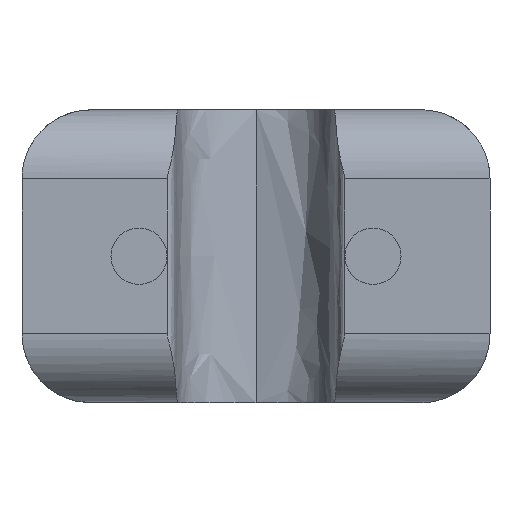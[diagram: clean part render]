
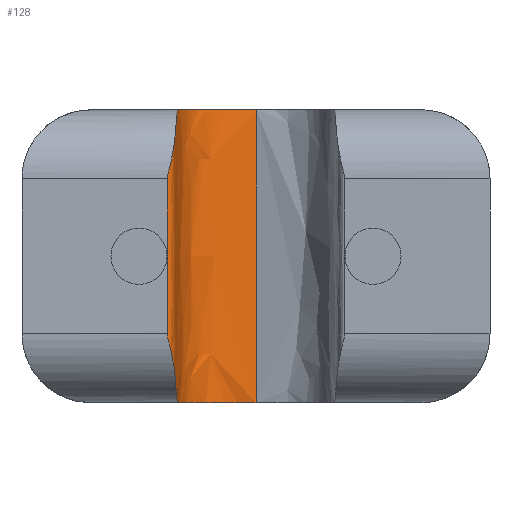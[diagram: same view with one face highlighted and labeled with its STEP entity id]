
A CAD part, front view. The second image highlights one B-rep face of the part: STEP entity #128.
In plain terms, the highlighted free-form (B-spline) face has degree [3, 1] with [4, 2] control points.
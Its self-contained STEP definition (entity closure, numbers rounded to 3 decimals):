
#128=ADVANCED_FACE('',(#246),#247,.F.);
#246=FACE_OUTER_BOUND('',#422,.T.);
#247=B_SPLINE_SURFACE_WITH_KNOTS('',3,1,((#423,#424),(#425,#426),(#427,#428),(#429,#430)),.UNSPECIFIED.,.F.,.F.,.F.,(4,4),(2,2),(0.0,1.0),(0.0,1.0),.UNSPECIFIED.);
#422=EDGE_LOOP('',(#761,#762,#763,#764,#765,#766,#767));
#423=CARTESIAN_POINT('',(-2.54,1.52,0.0));
#424=CARTESIAN_POINT('',(-2.54,1.52,3.18));
#425=CARTESIAN_POINT('',(-3.751,1.491,0.0));
#426=CARTESIAN_POINT('',(-3.751,1.491,3.18));
#427=CARTESIAN_POINT('',(-3.234,0.039,0.0));
#428=CARTESIAN_POINT('',(-3.234,0.039,3.18));
#429=CARTESIAN_POINT('',(-3.505,0.,0.0));
#430=CARTESIAN_POINT('',(-3.505,0.,3.18));
#761=ORIENTED_EDGE('',*,*,#1290,.T.);
#762=ORIENTED_EDGE('',*,*,#1275,.F.);
#763=ORIENTED_EDGE('',*,*,#1318,.T.);
#764=ORIENTED_EDGE('',*,*,#1272,.T.);
#765=ORIENTED_EDGE('',*,*,#1292,.T.);
#766=ORIENTED_EDGE('',*,*,#1287,.F.);
#767=ORIENTED_EDGE('',*,*,#1285,.F.);
#1272=EDGE_CURVE('',#1498,#1509,#1511,.T.);
#1275=EDGE_CURVE('',#1515,#1517,#1518,.T.);
#1285=EDGE_CURVE('',#1531,#1483,#1533,.T.);
#1287=EDGE_CURVE('',#1483,#1535,#1536,.T.);
#1290=EDGE_CURVE('',#1531,#1517,#1540,.T.);
#1292=EDGE_CURVE('',#1509,#1535,#1542,.T.);
#1318=EDGE_CURVE('',#1515,#1498,#1576,.T.);
#1483=VERTEX_POINT('',#1845);
#1498=VERTEX_POINT('',#1867);
#1509=VERTEX_POINT('',#1885);
#1511=B_SPLINE_CURVE_WITH_KNOTS('',3,(#1888,#1889,#1890,#1891),.UNSPECIFIED.,.F.,.F.,(4,4),(0.0,0.506),.UNSPECIFIED.);
#1515=VERTEX_POINT('',#1896);
#1517=VERTEX_POINT('',#1901);
#1518=B_SPLINE_CURVE_WITH_KNOTS('',3,(#1902,#1903,#1904,#1905),.UNSPECIFIED.,.F.,.F.,(4,4),(0.0,0.506),.UNSPECIFIED.);
#1531=VERTEX_POINT('',#1968);
#1533=LINE('',#1971,#1972);
#1535=VERTEX_POINT('',#1974);
#1536=LINE('',#1975,#1976);
#1540=B_SPLINE_CURVE_WITH_KNOTS('',3,(#1982,#1983,#1984,#1985,#1986,#1987,#1988,#1989,#1990,#1991,#1992,#1993,#1994,#1995),.UNSPECIFIED.,.F.,.F.,(4,2,2,2,2,2,4),(0.,0.,0.,0.,0.001,0.001,0.001),.UNSPECIFIED.);
#1542=B_SPLINE_CURVE_WITH_KNOTS('',3,(#2007,#2008,#2009,#2010,#2011,#2012,#2013,#2014,#2015,#2016,#2017,#2018,#2019,#2020),.UNSPECIFIED.,.F.,.F.,(4,2,2,2,2,2,4),(0.,0.,0.001,0.001,0.001,0.001,0.001),.UNSPECIFIED.);
#1576=LINE('',#2074,#2075);
#1845=CARTESIAN_POINT('',(-3.505,0.,1.59));
#1867=CARTESIAN_POINT('',(-2.54,1.52,3.18));
#1885=CARTESIAN_POINT('',(-3.377,0.75,3.18));
#1888=CARTESIAN_POINT('',(-2.54,1.52,3.18));
#1889=CARTESIAN_POINT('',(-3.153,1.505,3.18));
#1890=CARTESIAN_POINT('',(-3.324,1.126,3.18));
#1891=CARTESIAN_POINT('',(-3.377,0.75,3.18));
#1896=CARTESIAN_POINT('',(-2.54,1.52,0.0));
#1901=CARTESIAN_POINT('',(-3.377,0.75,0.0));
#1902=CARTESIAN_POINT('',(-2.54,1.52,0.0));
#1903=CARTESIAN_POINT('',(-3.153,1.505,0.0));
#1904=CARTESIAN_POINT('',(-3.324,1.126,0.0));
#1905=CARTESIAN_POINT('',(-3.377,0.75,0.0));
#1968=CARTESIAN_POINT('',(-3.505,0.,0.75));
#1971=CARTESIAN_POINT('',(-3.505,0.,0.0));
#1972=VECTOR('',#2519,1000.0);
#1974=CARTESIAN_POINT('',(-3.505,0.,2.43));
#1975=CARTESIAN_POINT('',(-3.505,0.,0.0));
#1976=VECTOR('',#2523,1000.0);
#1982=CARTESIAN_POINT('',(-3.505,0.,0.75));
#1983=CARTESIAN_POINT('',(-3.505,0.,0.724));
#1984=CARTESIAN_POINT('',(-3.497,0.001,0.701));
#1985=CARTESIAN_POINT('',(-3.485,0.006,0.653));
#1986=CARTESIAN_POINT('',(-3.478,0.009,0.629));
#1987=CARTESIAN_POINT('',(-3.461,0.023,0.558));
#1988=CARTESIAN_POINT('',(-3.451,0.037,0.511));
#1989=CARTESIAN_POINT('',(-3.427,0.093,0.376));
#1990=CARTESIAN_POINT('',(-3.418,0.148,0.292));
#1991=CARTESIAN_POINT('',(-3.407,0.287,0.152));
#1992=CARTESIAN_POINT('',(-3.405,0.371,0.096));
#1993=CARTESIAN_POINT('',(-3.397,0.553,0.02));
#1994=CARTESIAN_POINT('',(-3.391,0.651,0.));
#1995=CARTESIAN_POINT('',(-3.377,0.75,0.0));
#2007=CARTESIAN_POINT('',(-3.377,0.75,3.18));
#2008=CARTESIAN_POINT('',(-3.391,0.651,3.18));
#2009=CARTESIAN_POINT('',(-3.398,0.553,3.16));
#2010=CARTESIAN_POINT('',(-3.405,0.37,3.084));
#2011=CARTESIAN_POINT('',(-3.407,0.287,3.028));
#2012=CARTESIAN_POINT('',(-3.418,0.148,2.888));
#2013=CARTESIAN_POINT('',(-3.427,0.093,2.804));
#2014=CARTESIAN_POINT('',(-3.451,0.037,2.669));
#2015=CARTESIAN_POINT('',(-3.461,0.023,2.622));
#2016=CARTESIAN_POINT('',(-3.478,0.009,2.551));
#2017=CARTESIAN_POINT('',(-3.485,0.006,2.527));
#2018=CARTESIAN_POINT('',(-3.497,0.001,2.479));
#2019=CARTESIAN_POINT('',(-3.505,0.,2.456));
#2020=CARTESIAN_POINT('',(-3.505,0.,2.43));
#2074=CARTESIAN_POINT('',(-2.54,1.52,0.0));
#2075=VECTOR('',#2578,1000.0);
#2519=DIRECTION('',(-0.0,-0.0,1.0));
#2523=DIRECTION('',(-0.0,-0.0,1.0));
#2578=DIRECTION('',(-0.0,-0.0,1.0));
